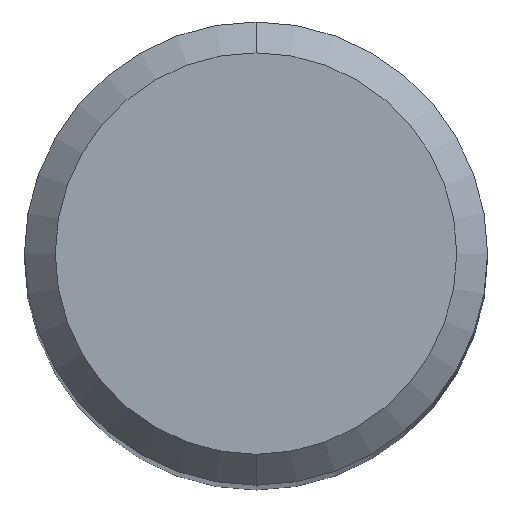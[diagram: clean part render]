
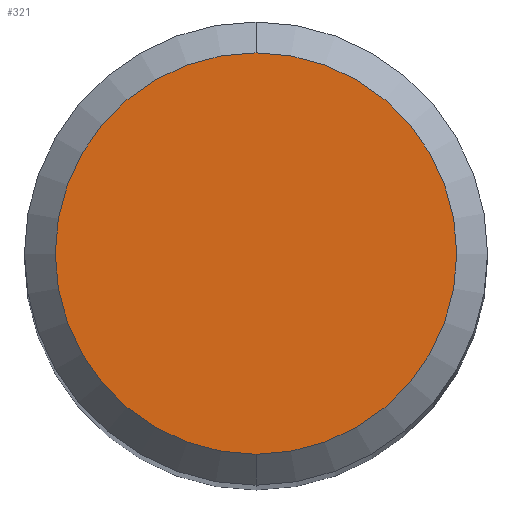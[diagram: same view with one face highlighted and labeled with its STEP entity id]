
A CAD part, top view. The second image highlights one B-rep face of the part: STEP entity #321.
In plain terms, the highlighted planar face has unit normal (0, 0, 1).
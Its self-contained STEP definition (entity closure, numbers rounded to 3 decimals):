
#267=VERTEX_POINT('',#585);
#287=EDGE_CURVE('',#267,#353,#605,.T.);
#305=EDGE_CURVE('',#353,#267,#624,.T.);
#321=ADVANCED_FACE('',(#641),#642,.T.);
#353=VERTEX_POINT('',#676);
#585=CARTESIAN_POINT('',(0.0,2.6,0.0));
#605=CIRCLE('',#1021,2.6);
#624=CIRCLE('',#1081,2.6);
#641=FACE_OUTER_BOUND('',#1106,.T.);
#642=PLANE('',#1107);
#676=CARTESIAN_POINT('',(0.,-2.6,0.0));
#1021=AXIS2_PLACEMENT_3D('',#1576,#1577,#1578);
#1081=AXIS2_PLACEMENT_3D('',#1599,#1600,#1601);
#1106=EDGE_LOOP('',(#1618,#1619));
#1107=AXIS2_PLACEMENT_3D('',#1620,#1621,#1622);
#1576=CARTESIAN_POINT('',(0.0,0.0,0.0));
#1577=DIRECTION('',(0.0,0.0,-1.0));
#1578=DIRECTION('',(0.0,1.0,0.0));
#1599=CARTESIAN_POINT('',(0.0,0.0,0.0));
#1600=DIRECTION('',(0.0,0.0,-1.0));
#1601=DIRECTION('',(0.0,1.0,0.0));
#1618=ORIENTED_EDGE('',*,*,#287,.F.);
#1619=ORIENTED_EDGE('',*,*,#305,.F.);
#1620=CARTESIAN_POINT('',(0.0,1.3,0.0));
#1621=DIRECTION('',(-0.0,0.0,1.0));
#1622=DIRECTION('',(0.0,-1.0,0.0));
